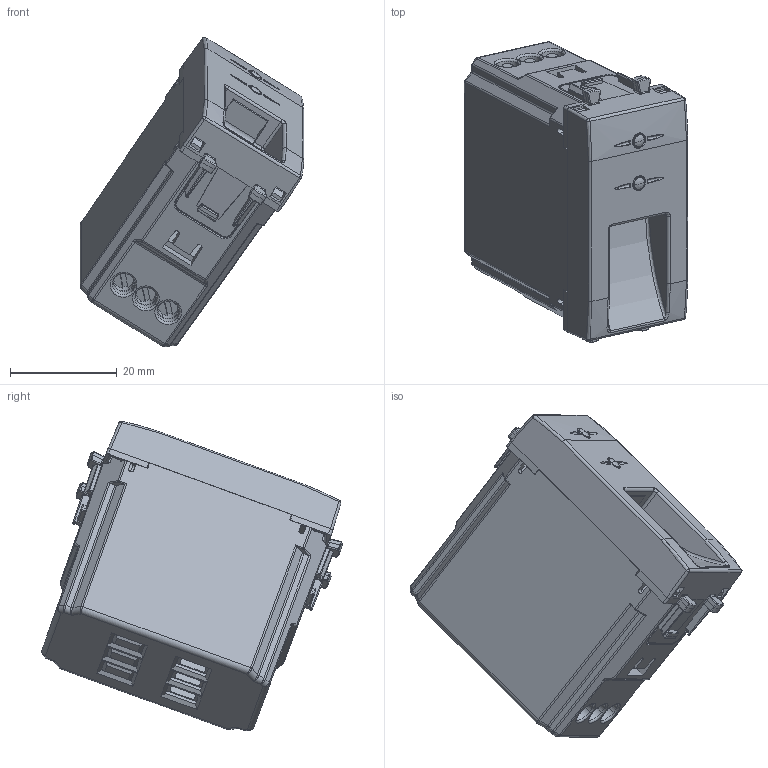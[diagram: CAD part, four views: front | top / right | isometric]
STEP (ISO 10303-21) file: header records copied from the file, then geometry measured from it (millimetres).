
FILE_DESCRIPTION(('CATIA V5 STEP Exchange'),'2;1');
FILE_NAME('441070-1.stp','2024-02-22T13:50:09+00:00',('none'),('none'),'CATIA Version 5-6 Release 2016 SP6','CATIA V5 STEP AP203','none');
FILE_SCHEMA(('CONFIG_CONTROL_DESIGN'));
Products named in the file (1): 441070-1
Assembly tree (8 placements, depth 2):
  441070-1
    #57
    #14133
    #16291
    #16598
    #17595
    #53551  x2
    #54255
Bounding box: 41.91 x 56.43 x 58.1 mm (x, y, z)
Volume: 14328 mm3; surface area: 21012.4 mm2
Topology: 9 solids, 9 shells, 1313 faces, 3416 edges, 2081 vertices
Faces by surface type: plane 649, cylinder 354, bspline 130, cone 78, torus 62, sphere 38, revolution 2
Entity records: 56271 total; most frequent: CARTESIAN_POINT 29113, ORIENTED_EDGE 6576, DIRECTION 3843, EDGE_CURVE 3288, VERTEX_POINT 2045, VECTOR 1675, LINE 1675, EDGE_LOOP 1343
